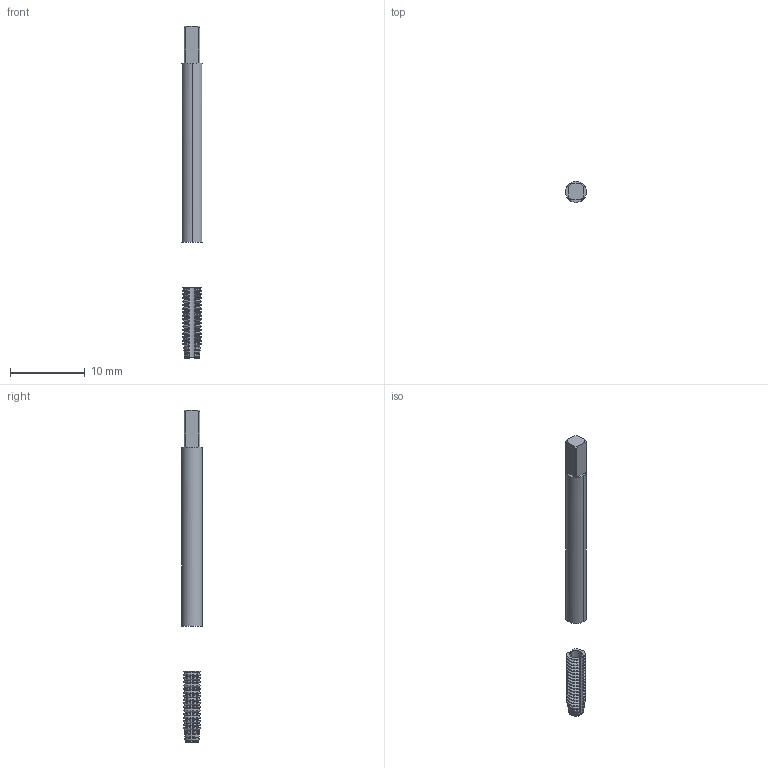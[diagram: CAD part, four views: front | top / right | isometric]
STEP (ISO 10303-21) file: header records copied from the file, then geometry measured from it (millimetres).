
FILE_DESCRIPTION(('no description'),'unknown implementation level');
FILE_NAME('solidxHPqRAMNerTBWB3Dyu0LcAL9vZE_1.STP',' ',('CIM GmbH Aachen'),('CADClick - KiM GmbH - www.kimweb.de'),'unknown preprocess','ACIS','unknown authorization');
FILE_SCHEMA(('automotive_design'));
Length unit declared in the file: millimetre
Products named in the file (2): 1; 2
Bounding box: 2.8 x 2.8 x 44.5 mm (x, y, z)
Volume: 182.7 mm3; surface area: 416.6 mm2
Topology: 2 solids, 2 shells, 318 faces, 863 edges, 548 vertices
Faces by surface type: cone 176, cylinder 126, plane 16
Entity records: 20966 total; most frequent: CARTESIAN_POINT 3414, STYLED_ITEM 1731, PRESENTATION_STYLE_ASSIGNMENT 1731, COLOUR_RGB 1731, ORIENTED_EDGE 1726, DIRECTION 1655, EDGE_CURVE 863, CURVE_STYLE 863
